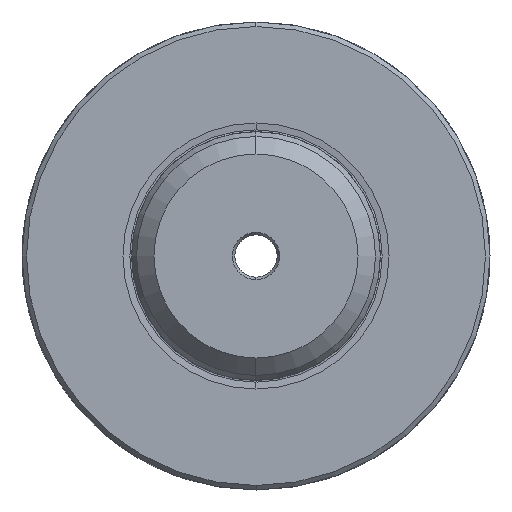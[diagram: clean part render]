
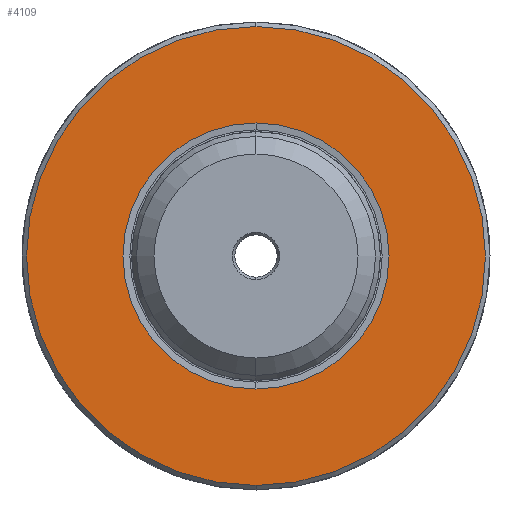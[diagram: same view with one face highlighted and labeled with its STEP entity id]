
A CAD part, left-side view. The second image highlights one B-rep face of the part: STEP entity #4109.
In plain terms, the highlighted planar face has unit normal (-1, 0, 0).
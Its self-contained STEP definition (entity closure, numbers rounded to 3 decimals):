
#75 = CARTESIAN_POINT ( 'NONE',  ( 0., 0., -46.1 ) ) ;
#1222 = EDGE_LOOP ( 'NONE', ( #2980, #3000 ) ) ;
#1235 = CIRCLE ( 'NONE', #1944, 26.715 ) ;
#1267 = CARTESIAN_POINT ( 'NONE',  ( 0., 0., 46.1 ) ) ;
#1340 = EDGE_LOOP ( 'NONE', ( #2993, #3074 ) ) ;
#1451 = VERTEX_POINT ( 'NONE', #75 ) ;
#1714 = CARTESIAN_POINT ( 'NONE',  ( 0., 0., 0. ) ) ;
#1795 = VERTEX_POINT ( 'NONE', #1267 ) ;
#1871 = DIRECTION ( 'NONE',  ( 0., 0., -1. ) ) ;
#1944 = AXIS2_PLACEMENT_3D ( 'NONE', #3730, #3746, #3763 ) ;
#2000 = CARTESIAN_POINT ( 'NONE',  ( 0., 0., 26.715 ) ) ;
#2295 = VERTEX_POINT ( 'NONE', #3089 ) ;
#2325 = DIRECTION ( 'NONE',  ( 1., 0., 0. ) ) ;
#2436 = AXIS2_PLACEMENT_3D ( 'NONE', #3854, #3876, #3949 ) ;
#2576 = EDGE_CURVE ( 'NONE', #4194, #2295, #1235, .T. ) ;
#2649 = EDGE_CURVE ( 'NONE', #1451, #1795, #4239, .T. ) ;
#2757 = EDGE_CURVE ( 'NONE', #1795, #1451, #3633, .T. ) ;
#2959 = DIRECTION ( 'NONE',  ( 0., 0., 1. ) ) ;
#2980 = ORIENTED_EDGE ( 'NONE', *, *, #2576, .T. ) ;
#2986 = DIRECTION ( 'NONE',  ( -1., 0., 0. ) ) ;
#2993 = ORIENTED_EDGE ( 'NONE', *, *, #2649, .F. ) ;
#3000 = ORIENTED_EDGE ( 'NONE', *, *, #3745, .T. ) ;
#3053 = PLANE ( 'NONE',  #4018 ) ;
#3073 = FACE_OUTER_BOUND ( 'NONE', #1340, .T. ) ;
#3074 = ORIENTED_EDGE ( 'NONE', *, *, #2757, .F. ) ;
#3089 = CARTESIAN_POINT ( 'NONE',  ( 0., 0., -26.715 ) ) ;
#3142 = CARTESIAN_POINT ( 'NONE',  ( 0., 26.715, 0. ) ) ;
#3191 = DIRECTION ( 'NONE',  ( 0., 0., -1. ) ) ;
#3208 = DIRECTION ( 'NONE',  ( 1., 0., 0. ) ) ;
#3219 = CARTESIAN_POINT ( 'NONE',  ( 0., 0., 0. ) ) ;
#3633 = CIRCLE ( 'NONE', #3842, 46.1 ) ;
#3730 = CARTESIAN_POINT ( 'NONE',  ( 0., 0., 0. ) ) ;
#3745 = EDGE_CURVE ( 'NONE', #2295, #4194, #3955, .T. ) ;
#3746 = DIRECTION ( 'NONE',  ( 1., 0., 0. ) ) ;
#3763 = DIRECTION ( 'NONE',  ( 0., 0., -1. ) ) ;
#3842 = AXIS2_PLACEMENT_3D ( 'NONE', #1714, #2325, #1871 ) ;
#3854 = CARTESIAN_POINT ( 'NONE',  ( 0., 0., 0. ) ) ;
#3876 = DIRECTION ( 'NONE',  ( 1., 0., 0. ) ) ;
#3949 = DIRECTION ( 'NONE',  ( 0., 0., -1. ) ) ;
#3955 = CIRCLE ( 'NONE', #4506, 26.715 ) ;
#4018 = AXIS2_PLACEMENT_3D ( 'NONE', #3142, #2986, #2959 ) ;
#4034 = FACE_BOUND ( 'NONE', #1222, .T. ) ;
#4109 = ADVANCED_FACE ( 'NONE', ( #4034, #3073 ), #3053, .T. ) ;
#4194 = VERTEX_POINT ( 'NONE', #2000 ) ;
#4239 = CIRCLE ( 'NONE', #2436, 46.1 ) ;
#4506 = AXIS2_PLACEMENT_3D ( 'NONE', #3219, #3208, #3191 ) ;
